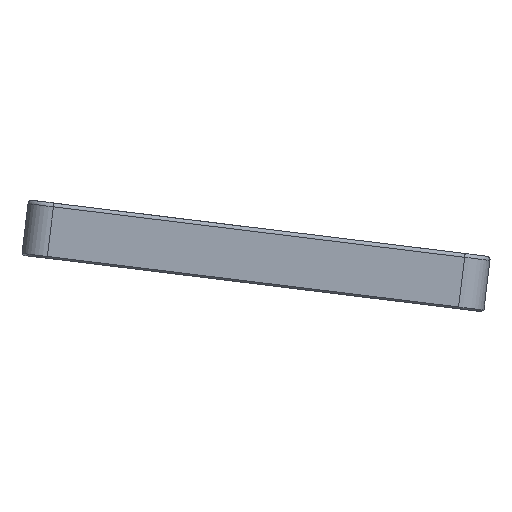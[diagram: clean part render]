
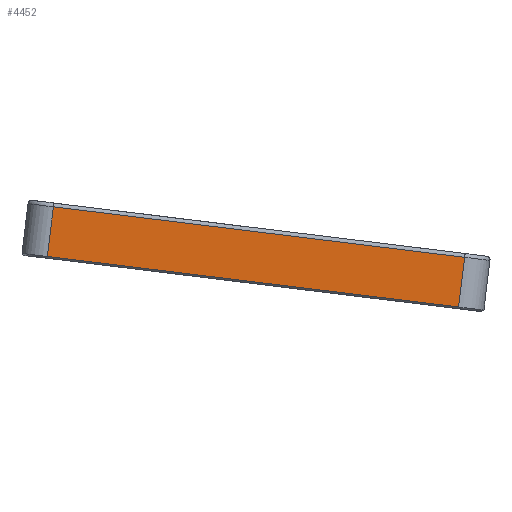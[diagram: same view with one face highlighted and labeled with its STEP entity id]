
A CAD part, left-side view. The second image highlights one B-rep face of the part: STEP entity #4452.
In plain terms, the highlighted planar face has unit normal (-1, 0, 0).
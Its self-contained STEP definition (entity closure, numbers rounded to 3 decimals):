
#682=FACE_OUTER_BOUND('',#966,.T.);
#966=EDGE_LOOP('',(#3996,#3997,#3998,#3999));
#1317=LINE('',#7587,#1698);
#1350=LINE('',#7715,#1731);
#1352=LINE('',#7723,#1733);
#1353=LINE('',#7724,#1734);
#1698=VECTOR('',#6223,10.);
#1731=VECTOR('',#6352,10.);
#1733=VECTOR('',#6364,10.);
#1734=VECTOR('',#6365,10.);
#2131=VERTEX_POINT('',#7581);
#2132=VERTEX_POINT('',#7585);
#2163=VERTEX_POINT('',#7709);
#2164=VERTEX_POINT('',#7713);
#2728=EDGE_CURVE('',#2131,#2132,#1317,.T.);
#2787=EDGE_CURVE('',#2164,#2163,#1350,.T.);
#2791=EDGE_CURVE('',#2163,#2131,#1352,.T.);
#2792=EDGE_CURVE('',#2132,#2164,#1353,.T.);
#3996=ORIENTED_EDGE('',*,*,#2728,.F.);
#3997=ORIENTED_EDGE('',*,*,#2791,.F.);
#3998=ORIENTED_EDGE('',*,*,#2787,.F.);
#3999=ORIENTED_EDGE('',*,*,#2792,.F.);
#4208=PLANE('',#4984);
#4452=ADVANCED_FACE('',(#682),#4208,.T.);
#4984=AXIS2_PLACEMENT_3D('',#7722,#6362,#6363);
#6223=DIRECTION('',(0.,0.993,0.122));
#6352=DIRECTION('',(0.,-0.993,-0.122));
#6362=DIRECTION('center_axis',(-1.,0.,0.));
#6363=DIRECTION('ref_axis',(0.,-0.993,-0.122));
#6364=DIRECTION('',(0.,0.122,-0.993));
#6365=DIRECTION('',(0.,-0.122,0.993));
#7581=CARTESIAN_POINT('',(-7.475,-78.536,-2.325));
#7585=CARTESIAN_POINT('',(-7.475,2.009,7.565));
#7587=CARTESIAN_POINT('',(-7.475,-15.646,5.397));
#7709=CARTESIAN_POINT('',(-7.475,-79.73,7.397));
#7713=CARTESIAN_POINT('',(-7.475,0.815,17.287));
#7715=CARTESIAN_POINT('',(-7.475,-16.84,15.119));
#7722=CARTESIAN_POINT('Origin',(-7.475,6.613,11.097));
#7723=CARTESIAN_POINT('',(-7.475,-78.895,0.598));
#7724=CARTESIAN_POINT('',(-7.475,1.65,10.488));
